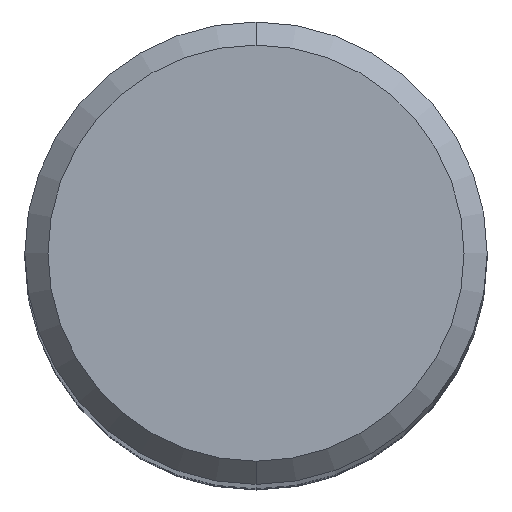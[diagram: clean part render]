
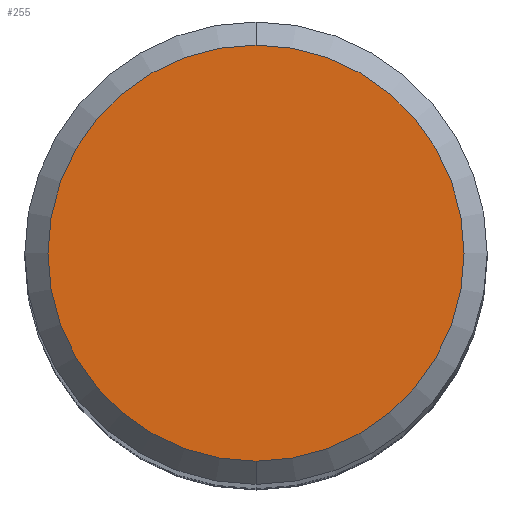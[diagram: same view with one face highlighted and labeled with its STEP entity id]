
A CAD part, top view. The second image highlights one B-rep face of the part: STEP entity #255.
In plain terms, the highlighted planar face has unit normal (0, 0, 1).
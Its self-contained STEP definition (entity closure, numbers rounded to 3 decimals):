
#241=VERTEX_POINT('',#554);
#255=ADVANCED_FACE('',(#568),#569,.T.);
#297=EDGE_CURVE('',#393,#241,#614,.T.);
#383=EDGE_CURVE('',#241,#393,#709,.T.);
#393=VERTEX_POINT('',#720);
#554=CARTESIAN_POINT('',(0.0,9.0,0.0));
#568=FACE_OUTER_BOUND('',#974,.T.);
#569=PLANE('',#975);
#614=CIRCLE('',#1117,9.0);
#709=CIRCLE('',#1342,9.0);
#720=CARTESIAN_POINT('',(0.,-9.0,0.0));
#974=EDGE_LOOP('',(#1706,#1707));
#975=AXIS2_PLACEMENT_3D('',#1708,#1709,#1710);
#1117=AXIS2_PLACEMENT_3D('',#1758,#1759,#1760);
#1342=AXIS2_PLACEMENT_3D('',#1849,#1850,#1851);
#1706=ORIENTED_EDGE('',*,*,#383,.F.);
#1707=ORIENTED_EDGE('',*,*,#297,.F.);
#1708=CARTESIAN_POINT('',(0.0,4.5,0.0));
#1709=DIRECTION('',(-0.0,0.0,1.0));
#1710=DIRECTION('',(0.0,-1.0,0.0));
#1758=CARTESIAN_POINT('',(0.0,0.0,0.0));
#1759=DIRECTION('',(0.0,0.0,-1.0));
#1760=DIRECTION('',(0.0,1.0,0.0));
#1849=CARTESIAN_POINT('',(0.0,0.0,0.0));
#1850=DIRECTION('',(0.0,0.0,-1.0));
#1851=DIRECTION('',(0.0,1.0,0.0));
